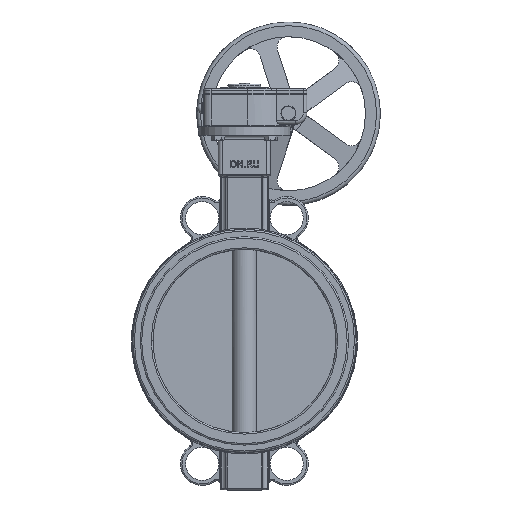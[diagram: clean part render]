
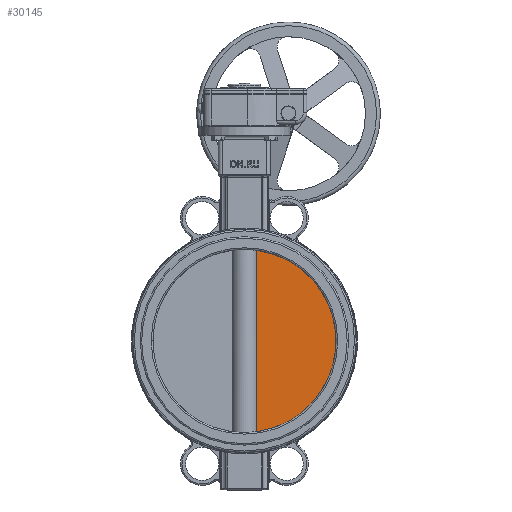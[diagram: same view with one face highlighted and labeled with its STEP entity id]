
A CAD part, top view. The second image highlights one B-rep face of the part: STEP entity #30145.
In plain terms, the highlighted planar face has unit normal (0, 0, 1).
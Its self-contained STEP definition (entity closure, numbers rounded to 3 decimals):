
#495=PLANE('',#32498);
#1220=LINE('',#47608,#3071);
#3071=VECTOR('',#36645,10.);
#6712=FACE_OUTER_BOUND('',#8599,.T.);
#8599=EDGE_LOOP('',(#20481,#20482));
#10561=CIRCLE('',#32496,124.8);
#12350=VERTEX_POINT('',#47583);
#12351=VERTEX_POINT('',#47590);
#15293=EDGE_CURVE('',#12351,#12350,#10561,.T.);
#15297=EDGE_CURVE('',#12350,#12351,#1220,.T.);
#20481=ORIENTED_EDGE('',*,*,#15297,.T.);
#20482=ORIENTED_EDGE('',*,*,#15293,.T.);
#30145=ADVANCED_FACE('',(#6712),#495,.T.);
#32496=AXIS2_PLACEMENT_3D('',#47591,#36638,#36639);
#32498=AXIS2_PLACEMENT_3D('',#47607,#36643,#36644);
#36638=DIRECTION('center_axis',(0.,0.,1.));
#36639=DIRECTION('ref_axis',(1.,0.,0.));
#36643=DIRECTION('center_axis',(0.,0.,1.));
#36644=DIRECTION('ref_axis',(1.,0.,0.));
#36645=DIRECTION('',(0.,-1.,0.));
#47583=CARTESIAN_POINT('',(16.771,123.668,5.));
#47590=CARTESIAN_POINT('',(16.771,-123.668,5.));
#47591=CARTESIAN_POINT('Origin',(0.,0.,5.));
#47607=CARTESIAN_POINT('Origin',(0.,0.,5.));
#47608=CARTESIAN_POINT('',(16.771,0.,5.));
